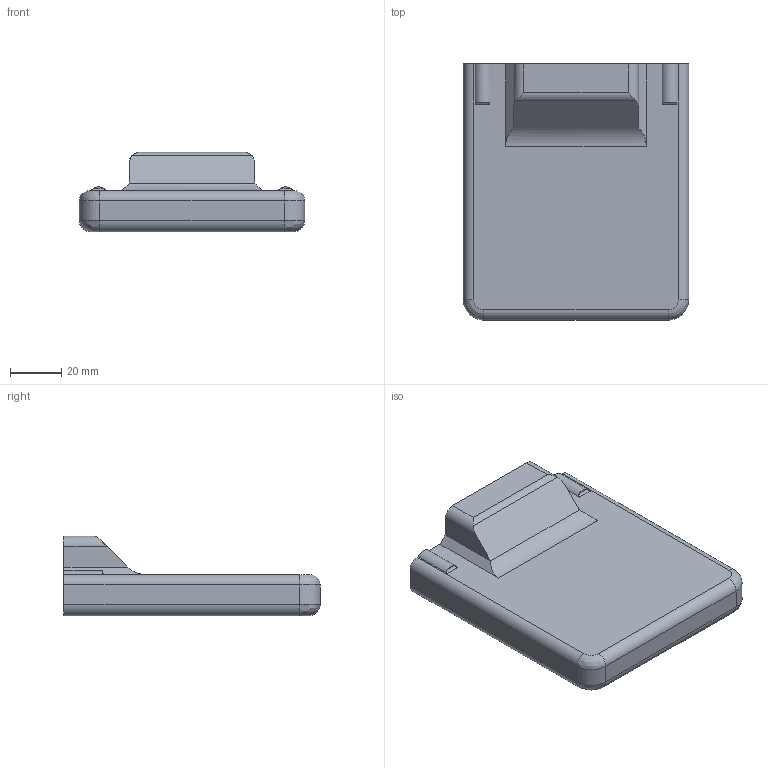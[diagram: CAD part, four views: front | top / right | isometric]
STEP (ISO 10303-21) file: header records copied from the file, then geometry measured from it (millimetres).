
FILE_DESCRIPTION(/* description */ (''),/* implementation_level */ '2;1');
FILE_NAME(/* name */ 'WBO_ENCLOSURE v21.step',/* time_stamp */ '2025-06-21T18:08:07+02:00',/* author */ (''),/* organization */ (''),/* preprocessor_version */ 'ST-DEVELOPER v20.1',/* originating_system */ 'Autodesk Translation Framework v14.10.0.0',/* authorisation */ '');
FILE_SCHEMA (('AUTOMOTIVE_DESIGN { 1 0 10303 214 3 1 1 }'));
Length unit declared in the file: millimetre
Products named in the file (1): WBO_ENCLOSURE
Bounding box: 87.84 x 99.86 x 31 mm (x, y, z)
Volume: 69937.3 mm3; surface area: 42387.3 mm2
Topology: 1 solids, 1 shells, 88 faces, 233 edges, 150 vertices
Faces by surface type: plane 51, cylinder 27, bspline 6, cone 4
Full cylindrical faces by diameter (mm): 3 x2
Entity records: 2856 total; most frequent: CARTESIAN_POINT 632, ORIENTED_EDGE 466, DIRECTION 447, EDGE_CURVE 233, LINE 161, VECTOR 161, VERTEX_POINT 150, AXIS2_PLACEMENT_3D 143
